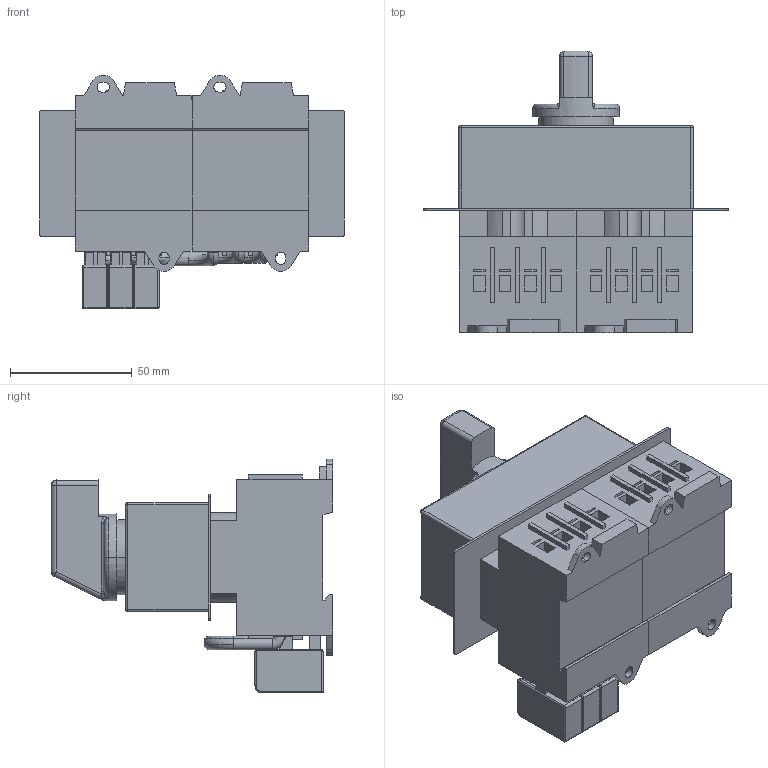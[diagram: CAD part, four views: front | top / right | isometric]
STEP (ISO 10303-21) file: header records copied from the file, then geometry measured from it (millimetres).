
FILE_DESCRIPTION (( 'STEP AP203' ), '1' );
FILE_NAME ('LTS_20_25_40 SMA U3.STEP', '2016-09-12T09:43:33', ( 'edv' ), ( '' ), 'SwSTEP 2.0', 'SolidWorks 2015', '' );
FILE_SCHEMA (( 'CONFIG_CONTROL_DESIGN' ));
Length unit declared in the file: millimetre
Products named in the file (7): G2_64x64_nur griff; Zusatzklemme LT_f〉 LT; Abdeckung_Schlitzverteiler_Umschalter_LT; Baugruppe5^LTS_20_25_40 SMA U3; Drahtb�gel Umschalter LT_Drahtb�gel 6mm�; LTS25; LTS_20_25_40 SMA U3
Assembly tree (11 placements, depth 3):
  LTS_20_25_40 SMA U3
    Baugruppe5^LTS_20_25_40 SMA U3
      LTS25  x2
      Abdeckung_Schlitzverteiler_Umschalter_LT
      G2_64x64_nur griff
      Zusatzklemme LT_f〉 LT  x3
      Drahtb�gel Umschalter LT_Drahtb�gel 6mm�  x3
Bounding box: 125.4 x 115.7 x 96.2 mm (x, y, z)
Volume: 454460.3 mm3; surface area: 91400.1 mm2
Topology: 10 solids, 13 shells, 818 faces, 2033 edges, 1304 vertices
Faces by surface type: plane 501, cylinder 228, bspline 41, torus 28, cone 10, sphere 10
Entity records: 12699 total; most frequent: CARTESIAN_POINT 2652, DIRECTION 1916, ORIENTED_EDGE 1888, EDGE_CURVE 944, VECTOR 646, LINE 646, AXIS2_PLACEMENT_3D 635, VERTEX_POINT 607
